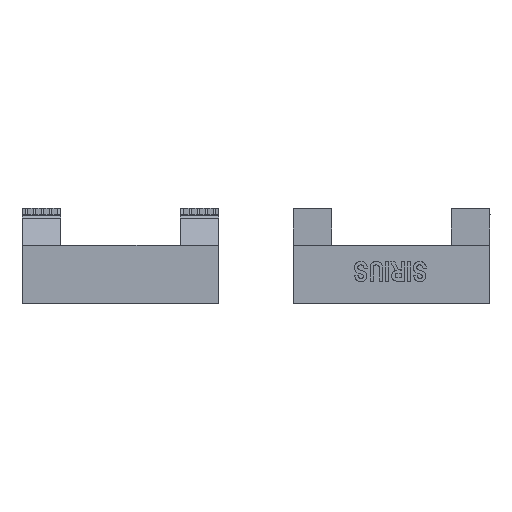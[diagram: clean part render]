
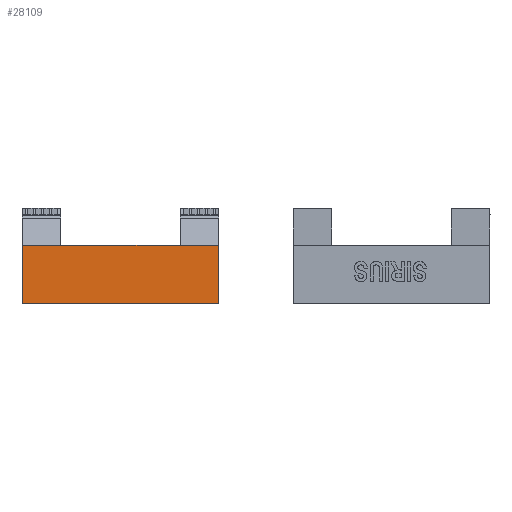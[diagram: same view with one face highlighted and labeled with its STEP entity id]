
A CAD part, front view. The second image highlights one B-rep face of the part: STEP entity #28109.
In plain terms, the highlighted planar face has unit normal (0, -1, 0).
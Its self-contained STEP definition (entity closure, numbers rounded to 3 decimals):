
#20238 = PLANE('',#20239);
#20239 = AXIS2_PLACEMENT_3D('',#20240,#20241,#20242);
#20240 = CARTESIAN_POINT('',(61.,0.,0.));
#20241 = DIRECTION('',(0.,0.,-1.));
#20242 = DIRECTION('',(-1.,0.,0.));
#20431 = PLANE('',#20432);
#20432 = AXIS2_PLACEMENT_3D('',#20433,#20434,#20435);
#20433 = CARTESIAN_POINT('',(0.,-0.81,29.755)
  );
#20434 = DIRECTION('',(-1.,0.,0.));
#20435 = DIRECTION('',(0.,0.,1.));
#20487 = PLANE('',#20488);
#20488 = AXIS2_PLACEMENT_3D('',#20489,#20490,#20491);
#20489 = CARTESIAN_POINT('',(61.,-0.81,29.755));
#20490 = DIRECTION('',(1.,0.,0.));
#20491 = DIRECTION('',(0.,0.,-1.));
#22015 = VERTEX_POINT('',#22016);
#22016 = CARTESIAN_POINT('',(61.,0.,0.));
#22037 = EDGE_CURVE('',#22015,#22038,#22040,.T.);
#22038 = VERTEX_POINT('',#22039);
#22039 = CARTESIAN_POINT('',(0.,0.,0.)
  );
#22040 = SURFACE_CURVE('',#22041,(#22045,#22052),.PCURVE_S1.);
#22041 = LINE('',#22042,#22043);
#22042 = CARTESIAN_POINT('',(61.,0.,0.));
#22043 = VECTOR('',#22044,1.);
#22044 = DIRECTION('',(-1.,0.,0.));
#22045 = PCURVE('',#20238,#22046);
#22046 = DEFINITIONAL_REPRESENTATION('',(#22047),#22051);
#22047 = LINE('',#22048,#22049);
#22048 = CARTESIAN_POINT('',(0.,0.));
#22049 = VECTOR('',#22050,1.);
#22050 = DIRECTION('',(1.,0.));
#22051 = ( GEOMETRIC_REPRESENTATION_CONTEXT(2) 
PARAMETRIC_REPRESENTATION_CONTEXT() REPRESENTATION_CONTEXT('2D SPACE',''
  ) );
#22052 = PCURVE('',#22053,#22058);
#22053 = PLANE('',#22054);
#22054 = AXIS2_PLACEMENT_3D('',#22055,#22056,#22057);
#22055 = CARTESIAN_POINT('',(61.,0.,18.));
#22056 = DIRECTION('',(0.,-1.,0.));
#22057 = DIRECTION('',(0.,0.,-1.));
#22058 = DEFINITIONAL_REPRESENTATION('',(#22059),#22063);
#22059 = LINE('',#22060,#22061);
#22060 = CARTESIAN_POINT('',(18.,0.));
#22061 = VECTOR('',#22062,1.);
#22062 = DIRECTION('',(-0.,-1.));
#22063 = ( GEOMETRIC_REPRESENTATION_CONTEXT(2) 
PARAMETRIC_REPRESENTATION_CONTEXT() REPRESENTATION_CONTEXT('2D SPACE',''
  ) );
#22603 = EDGE_CURVE('',#22038,#22604,#22606,.T.);
#22604 = VERTEX_POINT('',#22605);
#22605 = CARTESIAN_POINT('',(0.,0.,18.));
#22606 = SURFACE_CURVE('',#22607,(#22611,#22618),.PCURVE_S1.);
#22607 = LINE('',#22608,#22609);
#22608 = CARTESIAN_POINT('',(0.,0.,29.755));
#22609 = VECTOR('',#22610,1.);
#22610 = DIRECTION('',(0.,0.,1.));
#22611 = PCURVE('',#20431,#22612);
#22612 = DEFINITIONAL_REPRESENTATION('',(#22613),#22617);
#22613 = LINE('',#22614,#22615);
#22614 = CARTESIAN_POINT('',(0.,0.81));
#22615 = VECTOR('',#22616,1.);
#22616 = DIRECTION('',(1.,0.));
#22617 = ( GEOMETRIC_REPRESENTATION_CONTEXT(2) 
PARAMETRIC_REPRESENTATION_CONTEXT() REPRESENTATION_CONTEXT('2D SPACE',''
  ) );
#22618 = PCURVE('',#22053,#22619);
#22619 = DEFINITIONAL_REPRESENTATION('',(#22620),#22624);
#22620 = LINE('',#22621,#22622);
#22621 = CARTESIAN_POINT('',(-11.755,-61.));
#22622 = VECTOR('',#22623,1.);
#22623 = DIRECTION('',(-1.,0.));
#22624 = ( GEOMETRIC_REPRESENTATION_CONTEXT(2) 
PARAMETRIC_REPRESENTATION_CONTEXT() REPRESENTATION_CONTEXT('2D SPACE',''
  ) );
#22642 = PLANE('',#22643);
#22643 = AXIS2_PLACEMENT_3D('',#22644,#22645,#22646);
#22644 = CARTESIAN_POINT('',(-1.344,5.652,
    29.955));
#22645 = DIRECTION('',(0.,-0.904,0.427
    ));
#22646 = DIRECTION('',(0.,-0.427,
    -0.904));
#23924 = VERTEX_POINT('',#23925);
#23925 = CARTESIAN_POINT('',(61.,0.,
    18.));
#23939 = PLANE('',#23940);
#23940 = AXIS2_PLACEMENT_3D('',#23941,#23942,#23943);
#23941 = CARTESIAN_POINT('',(62.344,5.652,
    29.955));
#23942 = DIRECTION('',(0.,-0.904,
    0.427));
#23943 = DIRECTION('',(0.,-0.427,-0.904));
#23951 = EDGE_CURVE('',#23924,#22015,#23952,.T.);
#23952 = SURFACE_CURVE('',#23953,(#23957,#23964),.PCURVE_S1.);
#23953 = LINE('',#23954,#23955);
#23954 = CARTESIAN_POINT('',(61.,0.,29.755));
#23955 = VECTOR('',#23956,1.);
#23956 = DIRECTION('',(0.,0.,-1.));
#23957 = PCURVE('',#20487,#23958);
#23958 = DEFINITIONAL_REPRESENTATION('',(#23959),#23963);
#23959 = LINE('',#23960,#23961);
#23960 = CARTESIAN_POINT('',(0.,0.81));
#23961 = VECTOR('',#23962,1.);
#23962 = DIRECTION('',(1.,0.));
#23963 = ( GEOMETRIC_REPRESENTATION_CONTEXT(2) 
PARAMETRIC_REPRESENTATION_CONTEXT() REPRESENTATION_CONTEXT('2D SPACE',''
  ) );
#23964 = PCURVE('',#22053,#23965);
#23965 = DEFINITIONAL_REPRESENTATION('',(#23966),#23970);
#23966 = LINE('',#23967,#23968);
#23967 = CARTESIAN_POINT('',(-11.755,0.));
#23968 = VECTOR('',#23969,1.);
#23969 = DIRECTION('',(1.,0.));
#23970 = ( GEOMETRIC_REPRESENTATION_CONTEXT(2) 
PARAMETRIC_REPRESENTATION_CONTEXT() REPRESENTATION_CONTEXT('2D SPACE',''
  ) );
#25347 = VERTEX_POINT('',#25348);
#25348 = CARTESIAN_POINT('',(12.,0.,
    18.));
#25385 = PLANE('',#25386);
#25386 = AXIS2_PLACEMENT_3D('',#25387,#25388,#25389);
#25387 = CARTESIAN_POINT('',(61.,0.,18.));
#25388 = DIRECTION('',(0.,0.,1.));
#25389 = DIRECTION('',(1.,0.,0.));
#26939 = VERTEX_POINT('',#26940);
#26940 = CARTESIAN_POINT('',(49.,0.,18.));
#28109 = ADVANCED_FACE('',(#28110),#22053,.T.);
#28110 = FACE_BOUND('',#28111,.T.);
#28111 = EDGE_LOOP('',(#28112,#28113,#28114,#28135,#28156,#28177));
#28112 = ORIENTED_EDGE('',*,*,#22037,.F.);
#28113 = ORIENTED_EDGE('',*,*,#23951,.F.);
#28114 = ORIENTED_EDGE('',*,*,#28115,.T.);
#28115 = EDGE_CURVE('',#23924,#26939,#28116,.T.);
#28116 = SURFACE_CURVE('',#28117,(#28121,#28128),.PCURVE_S1.);
#28117 = LINE('',#28118,#28119);
#28118 = CARTESIAN_POINT('',(61.,0.,18.));
#28119 = VECTOR('',#28120,1.);
#28120 = DIRECTION('',(-1.,-0.,-0.));
#28121 = PCURVE('',#22053,#28122);
#28122 = DEFINITIONAL_REPRESENTATION('',(#28123),#28127);
#28123 = LINE('',#28124,#28125);
#28124 = CARTESIAN_POINT('',(0.,0.));
#28125 = VECTOR('',#28126,1.);
#28126 = DIRECTION('',(0.,-1.));
#28127 = ( GEOMETRIC_REPRESENTATION_CONTEXT(2) 
PARAMETRIC_REPRESENTATION_CONTEXT() REPRESENTATION_CONTEXT('2D SPACE',''
  ) );
#28128 = PCURVE('',#23939,#28129);
#28129 = DEFINITIONAL_REPRESENTATION('',(#28130),#28134);
#28130 = LINE('',#28131,#28132);
#28131 = CARTESIAN_POINT('',(13.224,-1.344));
#28132 = VECTOR('',#28133,1.);
#28133 = DIRECTION('',(0.,-1.));
#28134 = ( GEOMETRIC_REPRESENTATION_CONTEXT(2) 
PARAMETRIC_REPRESENTATION_CONTEXT() REPRESENTATION_CONTEXT('2D SPACE',''
  ) );
#28135 = ORIENTED_EDGE('',*,*,#28136,.T.);
#28136 = EDGE_CURVE('',#26939,#25347,#28137,.T.);
#28137 = SURFACE_CURVE('',#28138,(#28142,#28149),.PCURVE_S1.);
#28138 = LINE('',#28139,#28140);
#28139 = CARTESIAN_POINT('',(61.,0.,18.));
#28140 = VECTOR('',#28141,1.);
#28141 = DIRECTION('',(-1.,-0.,-0.));
#28142 = PCURVE('',#22053,#28143);
#28143 = DEFINITIONAL_REPRESENTATION('',(#28144),#28148);
#28144 = LINE('',#28145,#28146);
#28145 = CARTESIAN_POINT('',(0.,0.));
#28146 = VECTOR('',#28147,1.);
#28147 = DIRECTION('',(0.,-1.));
#28148 = ( GEOMETRIC_REPRESENTATION_CONTEXT(2) 
PARAMETRIC_REPRESENTATION_CONTEXT() REPRESENTATION_CONTEXT('2D SPACE',''
  ) );
#28149 = PCURVE('',#25385,#28150);
#28150 = DEFINITIONAL_REPRESENTATION('',(#28151),#28155);
#28151 = LINE('',#28152,#28153);
#28152 = CARTESIAN_POINT('',(0.,0.));
#28153 = VECTOR('',#28154,1.);
#28154 = DIRECTION('',(-1.,0.));
#28155 = ( GEOMETRIC_REPRESENTATION_CONTEXT(2) 
PARAMETRIC_REPRESENTATION_CONTEXT() REPRESENTATION_CONTEXT('2D SPACE',''
  ) );
#28156 = ORIENTED_EDGE('',*,*,#28157,.T.);
#28157 = EDGE_CURVE('',#25347,#22604,#28158,.T.);
#28158 = SURFACE_CURVE('',#28159,(#28163,#28170),.PCURVE_S1.);
#28159 = LINE('',#28160,#28161);
#28160 = CARTESIAN_POINT('',(61.,0.,18.));
#28161 = VECTOR('',#28162,1.);
#28162 = DIRECTION('',(-1.,-0.,-0.));
#28163 = PCURVE('',#22053,#28164);
#28164 = DEFINITIONAL_REPRESENTATION('',(#28165),#28169);
#28165 = LINE('',#28166,#28167);
#28166 = CARTESIAN_POINT('',(0.,0.));
#28167 = VECTOR('',#28168,1.);
#28168 = DIRECTION('',(0.,-1.));
#28169 = ( GEOMETRIC_REPRESENTATION_CONTEXT(2) 
PARAMETRIC_REPRESENTATION_CONTEXT() REPRESENTATION_CONTEXT('2D SPACE',''
  ) );
#28170 = PCURVE('',#22642,#28171);
#28171 = DEFINITIONAL_REPRESENTATION('',(#28172),#28176);
#28172 = LINE('',#28173,#28174);
#28173 = CARTESIAN_POINT('',(13.224,62.344));
#28174 = VECTOR('',#28175,1.);
#28175 = DIRECTION('',(0.,-1.));
#28176 = ( GEOMETRIC_REPRESENTATION_CONTEXT(2) 
PARAMETRIC_REPRESENTATION_CONTEXT() REPRESENTATION_CONTEXT('2D SPACE',''
  ) );
#28177 = ORIENTED_EDGE('',*,*,#22603,.F.);
